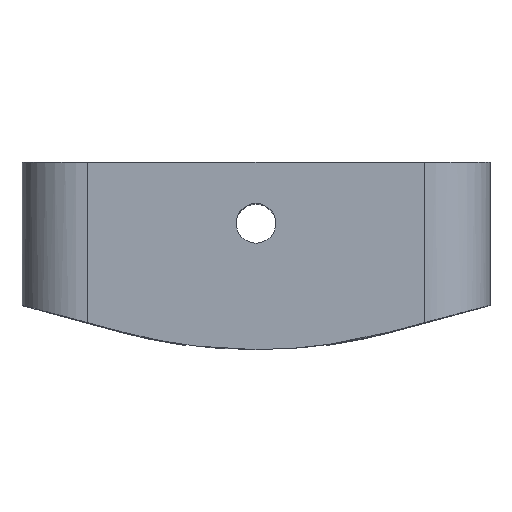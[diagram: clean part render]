
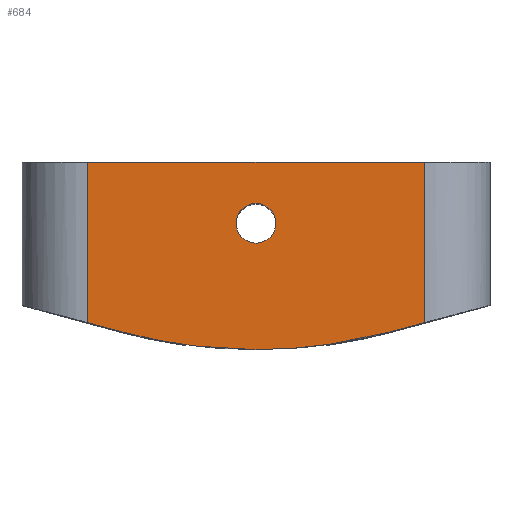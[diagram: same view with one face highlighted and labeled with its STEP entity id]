
A CAD part, top view. The second image highlights one B-rep face of the part: STEP entity #684.
In plain terms, the highlighted planar face has unit normal (0, 0, 1).
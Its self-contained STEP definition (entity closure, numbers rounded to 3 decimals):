
#87 = VERTEX_POINT('',#88);
#88 = CARTESIAN_POINT('',(-36.,40.,34.));
#95 = EDGE_CURVE('',#87,#96,#98,.T.);
#96 = VERTEX_POINT('',#97);
#97 = CARTESIAN_POINT('',(36.,40.,34.));
#98 = LINE('',#99,#100);
#99 = CARTESIAN_POINT('',(-36.,40.,34.));
#100 = VECTOR('',#101,1.);
#101 = DIRECTION('',(1.,0.,0.));
#369 = EDGE_CURVE('',#87,#370,#372,.T.);
#370 = VERTEX_POINT('',#371);
#371 = CARTESIAN_POINT('',(-36.,5.766,34.));
#372 = LINE('',#373,#374);
#373 = CARTESIAN_POINT('',(-36.,40.,34.));
#374 = VECTOR('',#375,1.);
#375 = DIRECTION('',(0.,-1.,0.));
#421 = EDGE_CURVE('',#422,#370,#424,.T.);
#422 = VERTEX_POINT('',#423);
#423 = CARTESIAN_POINT('',(-28.47,3.748,34.));
#424 = B_SPLINE_CURVE_WITH_KNOTS('',1,(#425,#426),.UNSPECIFIED.,.F.,.F.,
  (2,2),(0.,1.),.PIECEWISE_BEZIER_KNOTS.);
#425 = CARTESIAN_POINT('',(-28.47,3.748,34.));
#426 = CARTESIAN_POINT('',(-36.,5.766,34.));
#684 = ADVANCED_FACE('',(#685,#741),#752,.T.);
#685 = FACE_BOUND('',#686,.T.);
#686 = EDGE_LOOP('',(#687,#688,#689,#690,#709,#728,#735));
#687 = ORIENTED_EDGE('',*,*,#95,.F.);
#688 = ORIENTED_EDGE('',*,*,#369,.T.);
#689 = ORIENTED_EDGE('',*,*,#421,.F.);
#690 = ORIENTED_EDGE('',*,*,#691,.F.);
#691 = EDGE_CURVE('',#692,#422,#694,.T.);
#692 = VERTEX_POINT('',#693);
#693 = CARTESIAN_POINT('',(0.,0.,34.));
#694 = B_SPLINE_CURVE_WITH_KNOTS('',4,(#695,#696,#697,#698,#699,#700,
    #701,#702,#703,#704,#705,#706,#707,#708),.UNSPECIFIED.,.F.,.F.,(5,3,
    3,3,5),(0.,0.25,0.5,0.75,1.),.UNSPECIFIED.);
#695 = CARTESIAN_POINT('',(28.47,3.748,34.));
#696 = CARTESIAN_POINT('',(24.993,2.816,34.));
#697 = CARTESIAN_POINT('',(21.475,2.037,34.));
#698 = CARTESIAN_POINT('',(17.927,1.411,34.));
#699 = CARTESIAN_POINT('',(10.789,0.471,34.));
#700 = CARTESIAN_POINT('',(7.199,0.157,34.));
#701 = CARTESIAN_POINT('',(3.6,0.,34.));
#702 = CARTESIAN_POINT('',(-3.6,0.,34.));
#703 = CARTESIAN_POINT('',(-7.199,0.157,34.));
#704 = CARTESIAN_POINT('',(-10.789,0.471,34.));
#705 = CARTESIAN_POINT('',(-17.927,1.411,34.));
#706 = CARTESIAN_POINT('',(-21.475,2.037,34.));
#707 = CARTESIAN_POINT('',(-24.993,2.816,34.));
#708 = CARTESIAN_POINT('',(-28.47,3.748,34.));
#709 = ORIENTED_EDGE('',*,*,#710,.F.);
#710 = EDGE_CURVE('',#711,#692,#713,.T.);
#711 = VERTEX_POINT('',#712);
#712 = CARTESIAN_POINT('',(28.47,3.748,34.));
#713 = B_SPLINE_CURVE_WITH_KNOTS('',4,(#714,#715,#716,#717,#718,#719,
    #720,#721,#722,#723,#724,#725,#726,#727),.UNSPECIFIED.,.F.,.F.,(5,3,
    3,3,5),(0.,0.25,0.5,0.75,1.),.UNSPECIFIED.);
#714 = CARTESIAN_POINT('',(28.47,3.748,34.));
#715 = CARTESIAN_POINT('',(24.993,2.816,34.));
#716 = CARTESIAN_POINT('',(21.475,2.037,34.));
#717 = CARTESIAN_POINT('',(17.927,1.411,34.));
#718 = CARTESIAN_POINT('',(10.789,0.471,34.));
#719 = CARTESIAN_POINT('',(7.199,0.157,34.));
#720 = CARTESIAN_POINT('',(3.6,0.,34.));
#721 = CARTESIAN_POINT('',(-3.6,0.,34.));
#722 = CARTESIAN_POINT('',(-7.199,0.157,34.));
#723 = CARTESIAN_POINT('',(-10.789,0.471,34.));
#724 = CARTESIAN_POINT('',(-17.927,1.411,34.));
#725 = CARTESIAN_POINT('',(-21.475,2.037,34.));
#726 = CARTESIAN_POINT('',(-24.993,2.816,34.));
#727 = CARTESIAN_POINT('',(-28.47,3.748,34.));
#728 = ORIENTED_EDGE('',*,*,#729,.F.);
#729 = EDGE_CURVE('',#730,#711,#732,.T.);
#730 = VERTEX_POINT('',#731);
#731 = CARTESIAN_POINT('',(36.,5.766,34.));
#732 = B_SPLINE_CURVE_WITH_KNOTS('',1,(#733,#734),.UNSPECIFIED.,.F.,.F.,
  (2,2),(0.,1.),.PIECEWISE_BEZIER_KNOTS.);
#733 = CARTESIAN_POINT('',(36.,5.766,34.));
#734 = CARTESIAN_POINT('',(28.47,3.748,34.));
#735 = ORIENTED_EDGE('',*,*,#736,.F.);
#736 = EDGE_CURVE('',#96,#730,#737,.T.);
#737 = LINE('',#738,#739);
#738 = CARTESIAN_POINT('',(36.,40.,34.));
#739 = VECTOR('',#740,1.);
#740 = DIRECTION('',(0.,-1.,0.));
#741 = FACE_BOUND('',#742,.T.);
#742 = EDGE_LOOP('',(#743));
#743 = ORIENTED_EDGE('',*,*,#744,.F.);
#744 = EDGE_CURVE('',#745,#745,#747,.T.);
#745 = VERTEX_POINT('',#746);
#746 = CARTESIAN_POINT('',(-4.25,27.,34.));
#747 = CIRCLE('',#748,4.25);
#748 = AXIS2_PLACEMENT_3D('',#749,#750,#751);
#749 = CARTESIAN_POINT('',(0.,27.,34.));
#750 = DIRECTION('',(0.,0.,1.));
#751 = DIRECTION('',(-1.,0.,0.));
#752 = PLANE('',#753);
#753 = AXIS2_PLACEMENT_3D('',#754,#755,#756);
#754 = CARTESIAN_POINT('',(-36.,40.,34.));
#755 = DIRECTION('',(0.,0.,1.));
#756 = DIRECTION('',(1.,0.,0.));
